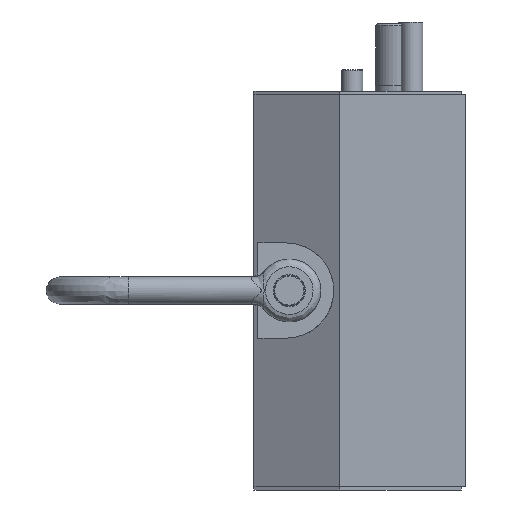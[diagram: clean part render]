
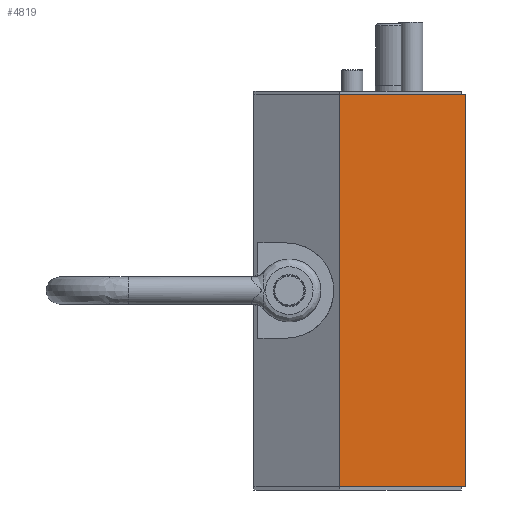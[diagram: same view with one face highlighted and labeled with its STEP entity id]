
A CAD part, left-side view. The second image highlights one B-rep face of the part: STEP entity #4819.
In plain terms, the highlighted planar face has unit normal (-1, 0, 0).
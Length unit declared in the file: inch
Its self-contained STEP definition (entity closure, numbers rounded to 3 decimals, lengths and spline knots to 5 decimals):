
#107 = CARTESIAN_POINT ( 'NONE',  ( -2.62992, -2.12598, -10.07874 ) ) ;
#134 = ORIENTED_EDGE ( 'NONE', *, *, #9317, .T. ) ;
#575 = DIRECTION ( 'NONE',  ( 0., 1., 0. ) ) ;
#581 = LINE ( 'NONE', #3033, #2473 ) ;
#1491 = DIRECTION ( 'NONE',  ( 0., 0., 1. ) ) ;
#1650 = EDGE_LOOP ( 'NONE', ( #9274, #134, #5369, #6296 ) ) ;
#2167 = CARTESIAN_POINT ( 'NONE',  ( -2.62992, 0., 0. ) ) ;
#2473 = VECTOR ( 'NONE', #1491, 39.37008 ) ;
#2593 = DIRECTION ( 'NONE',  ( -1., 0., 0. ) ) ;
#3033 = CARTESIAN_POINT ( 'NONE',  ( -2.62992, -2.12598, -10.07874 ) ) ;
#3212 = CARTESIAN_POINT ( 'NONE',  ( -2.62992, -2.12598, -10.07874 ) ) ;
#3254 = VECTOR ( 'NONE', #7180, 39.37008 ) ;
#3884 = EDGE_CURVE ( 'NONE', #8663, #6664, #581, .T. ) ;
#4022 = DIRECTION ( 'NONE',  ( 0., 0., 1. ) ) ;
#4178 = CARTESIAN_POINT ( 'NONE',  ( -2.62992, -5.35433, -10.07874 ) ) ;
#4717 = VERTEX_POINT ( 'NONE', #9797 ) ;
#4819 = ADVANCED_FACE ( 'NONE', ( #6749 ), #5009, .T. ) ;
#5009 = PLANE ( 'NONE',  #5028 ) ;
#5028 = AXIS2_PLACEMENT_3D ( 'NONE', #107, #2593, #6540 ) ;
#5369 = ORIENTED_EDGE ( 'NONE', *, *, #8893, .T. ) ;
#5434 = VECTOR ( 'NONE', #4022, 39.37008 ) ;
#5745 = LINE ( 'NONE', #4178, #5434 ) ;
#6074 = CARTESIAN_POINT ( 'NONE',  ( -2.62992, 0., -10.07874 ) ) ;
#6085 = CARTESIAN_POINT ( 'NONE',  ( -2.62992, -5.35433, 0. ) ) ;
#6296 = ORIENTED_EDGE ( 'NONE', *, *, #3884, .F. ) ;
#6400 = LINE ( 'NONE', #2167, #3254 ) ;
#6540 = DIRECTION ( 'NONE',  ( 0., -1., 0. ) ) ;
#6664 = VERTEX_POINT ( 'NONE', #7210 ) ;
#6749 = FACE_OUTER_BOUND ( 'NONE', #1650, .T. ) ;
#7105 = VECTOR ( 'NONE', #575, 39.37008 ) ;
#7180 = DIRECTION ( 'NONE',  ( 0., 1., 0. ) ) ;
#7210 = CARTESIAN_POINT ( 'NONE',  ( -2.62992, -2.12598, 0. ) ) ;
#7786 = LINE ( 'NONE', #6074, #7105 ) ;
#7974 = EDGE_CURVE ( 'NONE', #4717, #8663, #7786, .T. ) ;
#8663 = VERTEX_POINT ( 'NONE', #3212 ) ;
#8893 = EDGE_CURVE ( 'NONE', #9561, #6664, #6400, .T. ) ;
#9274 = ORIENTED_EDGE ( 'NONE', *, *, #7974, .F. ) ;
#9317 = EDGE_CURVE ( 'NONE', #4717, #9561, #5745, .T. ) ;
#9561 = VERTEX_POINT ( 'NONE', #6085 ) ;
#9797 = CARTESIAN_POINT ( 'NONE',  ( -2.62992, -5.35433, -10.07874 ) ) ;
